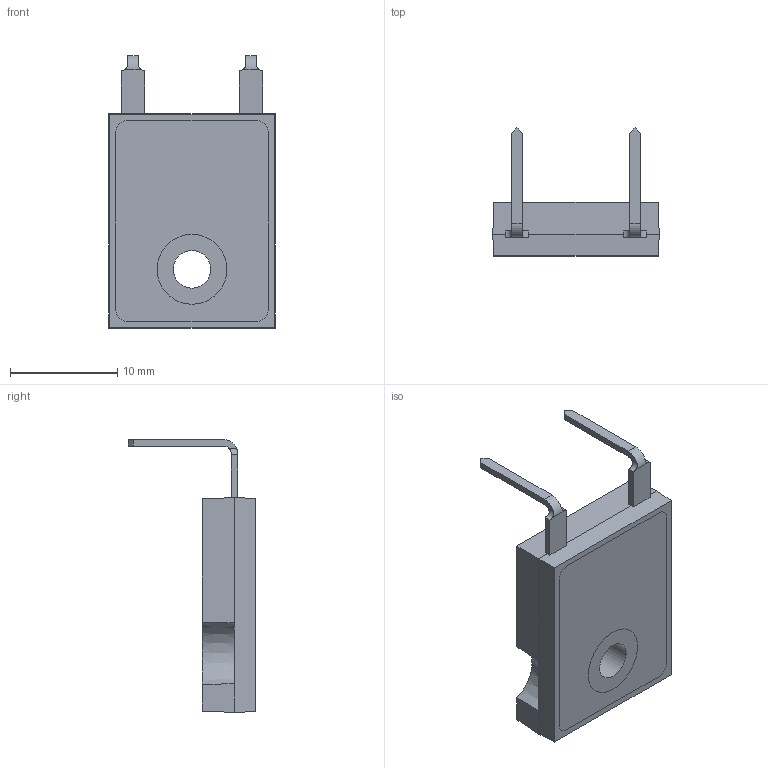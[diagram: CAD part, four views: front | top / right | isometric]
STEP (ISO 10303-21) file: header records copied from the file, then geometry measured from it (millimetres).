
FILE_DESCRIPTION(/* description */ (''),/* implementation_level */ '2;1');
FILE_NAME(/* name */ 'TO-247-2l-Recumbent.step',/* time_stamp */ '2019-04-25T00:34:42+05:00',/* author */ (''),/* organization */ (''),/* preprocessor_version */ 'ST-DEVELOPER v18',/* originating_system */ 'Autodesk Translation Framework v8.2.0.1029',/* authorisation */ '');
FILE_SCHEMA (('AUTOMOTIVE_DESIGN { 1 0 10303 214 3 1 1 }'));
Length unit declared in the file: millimetre
Products named in the file (1): TO-247H
Bounding box: 15.5 x 11.9 x 25.4 mm (x, y, z)
Volume: 1440.9 mm3; surface area: 1909.6 mm2
Topology: 4 solids, 4 shells, 74 faces, 193 edges, 126 vertices
Faces by surface type: plane 53, cylinder 19, cone 2
Full cylindrical faces by diameter (mm): 3.5 x1, 6.5 x2
Entity records: 2391 total; most frequent: CARTESIAN_POINT 466, DIRECTION 389, ORIENTED_EDGE 386, EDGE_CURVE 193, LINE 131, VECTOR 131, AXIS2_PLACEMENT_3D 129, VERTEX_POINT 126
